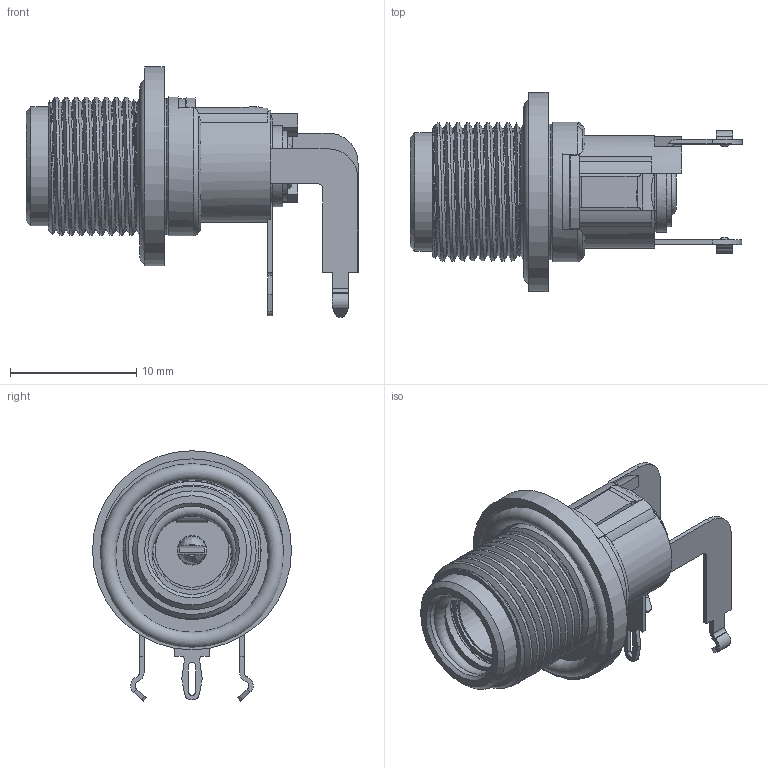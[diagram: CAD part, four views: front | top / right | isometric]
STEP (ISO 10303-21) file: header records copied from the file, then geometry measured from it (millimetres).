
FILE_DESCRIPTION(/* description */ (''),/* implementation_level */ '2;1');
FILE_NAME(/* name */ 'L722RAS.step',/* time_stamp */ '2021-11-23T23:29:45+01:00',/* author */ (''),/* organization */ (''),/* preprocessor_version */ 'ST-DEVELOPER v18.1',/* originating_system */ 'Autodesk Translation Framework v10.10.0.1391',/* authorisation */ '');
FILE_SCHEMA (('AUTOMOTIVE_DESIGN { 1 0 10303 214 3 1 1 }'));
Length unit declared in the file: millimetre
Products named in the file (1): (Nicht gespeichert)
Bounding box: 26.27 x 15.75 x 19.81 mm (x, y, z)
Volume: 1360.2 mm3; surface area: 2197.1 mm2
Topology: 3 solids, 3 shells, 223 faces, 595 edges, 386 vertices
Faces by surface type: plane 106, cylinder 92, cone 14, torus 7, bspline 4
Full cylindrical faces by diameter (mm): 5.842 x1, 6.015 x1, 6.203 x1, 6.401 x1, 6.985 x2, 7.052 x1, 8.382 x1, 8.89 x1, 9.398 x1, 10.114 x9, 10.723 x1, 10.922 x9, 11.024 x1, 14.478 x1, 15.748 x1
Entity records: 8916 total; most frequent: CARTESIAN_POINT 3239, ORIENTED_EDGE 1190, DIRECTION 1188, EDGE_CURVE 595, AXIS2_PLACEMENT_3D 439, VERTEX_POINT 386, LINE 310, VECTOR 310
